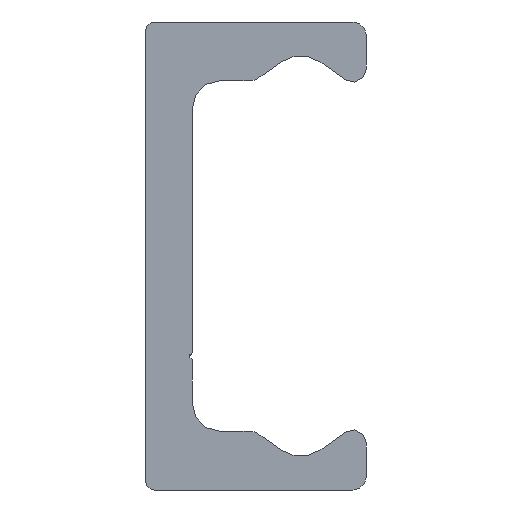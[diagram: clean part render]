
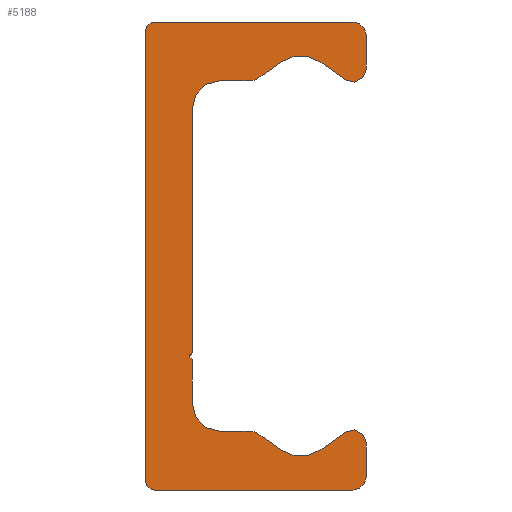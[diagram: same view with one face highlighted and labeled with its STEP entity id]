
A CAD part, left-side view. The second image highlights one B-rep face of the part: STEP entity #5188.
In plain terms, the highlighted planar face has unit normal (-1, 0, 0).
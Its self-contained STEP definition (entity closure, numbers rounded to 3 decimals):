
#4070=CARTESIAN_POINT('',(0.0,4.75,-7.25));
#4071=VERTEX_POINT('',#4070);
#4078=CARTESIAN_POINT('',(0.0,4.75,-7.75));
#4079=VERTEX_POINT('',#4078);
#4080=CARTESIAN_POINT('',(0.0,4.75,-7.5));
#4081=DIRECTION('',(-1.0,0.0,0.0));
#4082=DIRECTION('',(0.0,0.0,1.0));
#4083=AXIS2_PLACEMENT_3D('',#4080,#4081,#4082);
#4084=CIRCLE('',#4083,0.25);
#4085=EDGE_CURVE('',#4071,#4079,#4084,.T.);
#4195=CARTESIAN_POINT('',(0.0,4.75,11.1));
#4196=VERTEX_POINT('',#4195);
#4203=CARTESIAN_POINT('',(0.0,4.75,11.1));
#4204=DIRECTION('',(0.0,0.0,-1.0));
#4205=VECTOR('',#4204,18.35);
#4206=LINE('',#4203,#4205);
#4207=EDGE_CURVE('',#4196,#4071,#4206,.T.);
#4301=CARTESIAN_POINT('',(0.0,7.6,-17.5));
#4302=VERTEX_POINT('',#4301);
#4309=CARTESIAN_POINT('',(0.0,8.25,-16.85));
#4310=VERTEX_POINT('',#4309);
#4311=CARTESIAN_POINT('',(0.0,7.6,-16.85));
#4312=DIRECTION('',(1.0,0.0,0.0));
#4313=DIRECTION('',(0.0,0.0,-1.0));
#4314=AXIS2_PLACEMENT_3D('',#4311,#4312,#4313);
#4315=CIRCLE('',#4314,0.65);
#4316=EDGE_CURVE('',#4302,#4310,#4315,.T.);
#4340=CARTESIAN_POINT('',(0.0,-7.25,-17.5));
#4341=VERTEX_POINT('',#4340);
#4348=CARTESIAN_POINT('',(0.0,-7.25,-17.5));
#4349=DIRECTION('',(0.0,1.0,0.0));
#4350=VECTOR('',#4349,14.85);
#4351=LINE('',#4348,#4350);
#4352=EDGE_CURVE('',#4341,#4302,#4351,.T.);
#4372=CARTESIAN_POINT('',(0.0,-8.25,-16.5));
#4373=VERTEX_POINT('',#4372);
#4380=CARTESIAN_POINT('',(0.0,-7.25,-16.5));
#4381=DIRECTION('',(1.0,0.0,0.0));
#4382=DIRECTION('',(0.0,-1.0,0.0));
#4383=AXIS2_PLACEMENT_3D('',#4380,#4381,#4382);
#4384=CIRCLE('',#4383,1.0);
#4385=EDGE_CURVE('',#4373,#4341,#4384,.T.);
#4404=CARTESIAN_POINT('',(0.0,-8.25,-13.98));
#4405=VERTEX_POINT('',#4404);
#4412=CARTESIAN_POINT('',(0.0,-8.25,-13.98));
#4413=DIRECTION('',(0.0,0.0,-1.0));
#4414=VECTOR('',#4413,2.52);
#4415=LINE('',#4412,#4414);
#4416=EDGE_CURVE('',#4405,#4373,#4415,.T.);
#4436=CARTESIAN_POINT('',(0.0,-6.708,-13.177));
#4437=VERTEX_POINT('',#4436);
#4444=CARTESIAN_POINT('',(0.0,-7.27,-13.98));
#4445=DIRECTION('',(1.0,0.0,0.0));
#4446=DIRECTION('',(0.0,0.574,0.819));
#4447=AXIS2_PLACEMENT_3D('',#4444,#4445,#4446);
#4448=CIRCLE('',#4447,0.98);
#4449=EDGE_CURVE('',#4437,#4405,#4448,.T.);
#4468=CARTESIAN_POINT('',(0.0,-4.784,-14.524));
#4469=VERTEX_POINT('',#4468);
#4476=CARTESIAN_POINT('',(0.0,-4.784,-14.524));
#4477=DIRECTION('',(0.0,-0.819,0.574));
#4478=VECTOR('',#4477,2.349);
#4479=LINE('',#4476,#4478);
#4480=EDGE_CURVE('',#4469,#4437,#4479,.T.);
#4500=CARTESIAN_POINT('',(0.0,-1.916,-14.524));
#4501=VERTEX_POINT('',#4500);
#4508=CARTESIAN_POINT('',(0.0,-3.35,-12.477));
#4509=DIRECTION('',(-1.0,0.0,0.0));
#4510=DIRECTION('',(0.0,0.574,0.819));
#4511=AXIS2_PLACEMENT_3D('',#4508,#4509,#4510);
#4512=CIRCLE('',#4511,2.5);
#4513=EDGE_CURVE('',#4501,#4469,#4512,.T.);
#4532=CARTESIAN_POINT('',(0.0,-0.14,-13.281));
#4533=VERTEX_POINT('',#4532);
#4540=CARTESIAN_POINT('',(0.0,-0.14,-13.281));
#4541=DIRECTION('',(0.0,-0.819,-0.574));
#4542=VECTOR('',#4541,2.168);
#4543=LINE('',#4540,#4542);
#4544=EDGE_CURVE('',#4533,#4501,#4543,.T.);
#4564=CARTESIAN_POINT('',(0.0,0.433,-13.1));
#4565=VERTEX_POINT('',#4564);
#4572=CARTESIAN_POINT('',(0.0,0.433,-14.1));
#4573=DIRECTION('',(1.0,0.0,0.0));
#4574=DIRECTION('',(0.0,0.0,1.0));
#4575=AXIS2_PLACEMENT_3D('',#4572,#4573,#4574);
#4576=CIRCLE('',#4575,1.);
#4577=EDGE_CURVE('',#4565,#4533,#4576,.T.);
#4596=CARTESIAN_POINT('',(0.0,2.75,-13.1));
#4597=VERTEX_POINT('',#4596);
#4604=CARTESIAN_POINT('',(0.0,2.75,-13.1));
#4605=DIRECTION('',(0.0,-1.0,0.0));
#4606=VECTOR('',#4605,2.317);
#4607=LINE('',#4604,#4606);
#4608=EDGE_CURVE('',#4597,#4565,#4607,.T.);
#4628=CARTESIAN_POINT('',(0.0,4.75,-11.1));
#4629=VERTEX_POINT('',#4628);
#4636=CARTESIAN_POINT('',(0.0,2.75,-11.1));
#4637=DIRECTION('',(-1.0,0.0,0.0));
#4638=DIRECTION('',(0.0,0.0,1.0));
#4639=AXIS2_PLACEMENT_3D('',#4636,#4637,#4638);
#4640=CIRCLE('',#4639,2.0);
#4641=EDGE_CURVE('',#4629,#4597,#4640,.T.);
#4659=CARTESIAN_POINT('',(0.0,4.75,-7.75));
#4660=DIRECTION('',(0.0,0.0,-1.0));
#4661=VECTOR('',#4660,3.35);
#4662=LINE('',#4659,#4661);
#4663=EDGE_CURVE('',#4079,#4629,#4662,.T.);
#4683=CARTESIAN_POINT('',(0.0,2.75,13.1));
#4684=VERTEX_POINT('',#4683);
#4691=CARTESIAN_POINT('',(0.0,2.75,11.1));
#4692=DIRECTION('',(-1.0,0.0,0.0));
#4693=DIRECTION('',(0.0,-1.0,0.0));
#4694=AXIS2_PLACEMENT_3D('',#4691,#4692,#4693);
#4695=CIRCLE('',#4694,2.0);
#4696=EDGE_CURVE('',#4684,#4196,#4695,.T.);
#4715=CARTESIAN_POINT('',(0.0,0.433,13.1));
#4716=VERTEX_POINT('',#4715);
#4723=CARTESIAN_POINT('',(0.0,0.433,13.1));
#4724=DIRECTION('',(0.0,1.0,0.0));
#4725=VECTOR('',#4724,2.317);
#4726=LINE('',#4723,#4725);
#4727=EDGE_CURVE('',#4716,#4684,#4726,.T.);
#4747=CARTESIAN_POINT('',(0.0,-0.14,13.281));
#4748=VERTEX_POINT('',#4747);
#4755=CARTESIAN_POINT('',(0.0,0.433,14.1));
#4756=DIRECTION('',(1.0,0.0,0.0));
#4757=DIRECTION('',(0.0,-0.574,-0.819));
#4758=AXIS2_PLACEMENT_3D('',#4755,#4756,#4757);
#4759=CIRCLE('',#4758,1.);
#4760=EDGE_CURVE('',#4748,#4716,#4759,.T.);
#4779=CARTESIAN_POINT('',(0.0,-1.916,14.524));
#4780=VERTEX_POINT('',#4779);
#4787=CARTESIAN_POINT('',(0.0,-1.916,14.524));
#4788=DIRECTION('',(0.0,0.819,-0.574));
#4789=VECTOR('',#4788,2.168);
#4790=LINE('',#4787,#4789);
#4791=EDGE_CURVE('',#4780,#4748,#4790,.T.);
#4811=CARTESIAN_POINT('',(0.0,-4.784,14.524));
#4812=VERTEX_POINT('',#4811);
#4819=CARTESIAN_POINT('',(0.0,-3.35,12.477));
#4820=DIRECTION('',(-1.0,0.0,0.0));
#4821=DIRECTION('',(0.0,-0.574,-0.819));
#4822=AXIS2_PLACEMENT_3D('',#4819,#4820,#4821);
#4823=CIRCLE('',#4822,2.5);
#4824=EDGE_CURVE('',#4812,#4780,#4823,.T.);
#4843=CARTESIAN_POINT('',(0.0,-6.708,13.177));
#4844=VERTEX_POINT('',#4843);
#4851=CARTESIAN_POINT('',(0.0,-6.708,13.177));
#4852=DIRECTION('',(0.0,0.819,0.574));
#4853=VECTOR('',#4852,2.349);
#4854=LINE('',#4851,#4853);
#4855=EDGE_CURVE('',#4844,#4812,#4854,.T.);
#4875=CARTESIAN_POINT('',(0.0,-8.25,13.98));
#4876=VERTEX_POINT('',#4875);
#4883=CARTESIAN_POINT('',(0.0,-7.27,13.98));
#4884=DIRECTION('',(1.0,0.0,0.0));
#4885=DIRECTION('',(0.0,-1.0,0.0));
#4886=AXIS2_PLACEMENT_3D('',#4883,#4884,#4885);
#4887=CIRCLE('',#4886,0.98);
#4888=EDGE_CURVE('',#4876,#4844,#4887,.T.);
#4907=CARTESIAN_POINT('',(0.0,-8.25,16.5));
#4908=VERTEX_POINT('',#4907);
#4915=CARTESIAN_POINT('',(0.0,-8.25,16.5));
#4916=DIRECTION('',(0.0,0.0,-1.0));
#4917=VECTOR('',#4916,2.52);
#4918=LINE('',#4915,#4917);
#4919=EDGE_CURVE('',#4908,#4876,#4918,.T.);
#4939=CARTESIAN_POINT('',(0.0,-7.25,17.5));
#4940=VERTEX_POINT('',#4939);
#4947=CARTESIAN_POINT('',(0.0,-7.25,16.5));
#4948=DIRECTION('',(1.0,0.0,0.0));
#4949=DIRECTION('',(0.0,0.0,1.0));
#4950=AXIS2_PLACEMENT_3D('',#4947,#4948,#4949);
#4951=CIRCLE('',#4950,1.0);
#4952=EDGE_CURVE('',#4940,#4908,#4951,.T.);
#4971=CARTESIAN_POINT('',(0.0,7.6,17.5));
#4972=VERTEX_POINT('',#4971);
#4979=CARTESIAN_POINT('',(0.0,7.6,17.5));
#4980=DIRECTION('',(0.0,-1.0,0.0));
#4981=VECTOR('',#4980,14.85);
#4982=LINE('',#4979,#4981);
#4983=EDGE_CURVE('',#4972,#4940,#4982,.T.);
#5003=CARTESIAN_POINT('',(0.0,8.25,16.85));
#5004=VERTEX_POINT('',#5003);
#5011=CARTESIAN_POINT('',(0.0,7.6,16.85));
#5012=DIRECTION('',(1.0,0.0,0.0));
#5013=DIRECTION('',(0.0,1.0,0.0));
#5014=AXIS2_PLACEMENT_3D('',#5011,#5012,#5013);
#5015=CIRCLE('',#5014,0.65);
#5016=EDGE_CURVE('',#5004,#4972,#5015,.T.);
#5034=CARTESIAN_POINT('',(0.0,8.25,-16.85));
#5035=DIRECTION('',(0.0,0.0,1.0));
#5036=VECTOR('',#5035,33.7);
#5037=LINE('',#5034,#5036);
#5038=EDGE_CURVE('',#4310,#5004,#5037,.T.);
#5155=CARTESIAN_POINT('',(0.0,2.258,-0.017));
#5156=DIRECTION('',(1.0,0.0,0.0));
#5157=DIRECTION('',(0.0,0.0,-1.0));
#5158=AXIS2_PLACEMENT_3D('',#5155,#5156,#5157);
#5159=PLANE('',#5158);
#5160=ORIENTED_EDGE('',*,*,#5038,.F.);
#5161=ORIENTED_EDGE('',*,*,#4316,.F.);
#5162=ORIENTED_EDGE('',*,*,#4352,.F.);
#5163=ORIENTED_EDGE('',*,*,#4385,.F.);
#5164=ORIENTED_EDGE('',*,*,#4416,.F.);
#5165=ORIENTED_EDGE('',*,*,#4449,.F.);
#5166=ORIENTED_EDGE('',*,*,#4480,.F.);
#5167=ORIENTED_EDGE('',*,*,#4513,.F.);
#5168=ORIENTED_EDGE('',*,*,#4544,.F.);
#5169=ORIENTED_EDGE('',*,*,#4577,.F.);
#5170=ORIENTED_EDGE('',*,*,#4608,.F.);
#5171=ORIENTED_EDGE('',*,*,#4641,.F.);
#5172=ORIENTED_EDGE('',*,*,#4663,.F.);
#5173=ORIENTED_EDGE('',*,*,#4085,.F.);
#5174=ORIENTED_EDGE('',*,*,#4207,.F.);
#5175=ORIENTED_EDGE('',*,*,#4696,.F.);
#5176=ORIENTED_EDGE('',*,*,#4727,.F.);
#5177=ORIENTED_EDGE('',*,*,#4760,.F.);
#5178=ORIENTED_EDGE('',*,*,#4791,.F.);
#5179=ORIENTED_EDGE('',*,*,#4824,.F.);
#5180=ORIENTED_EDGE('',*,*,#4855,.F.);
#5181=ORIENTED_EDGE('',*,*,#4888,.F.);
#5182=ORIENTED_EDGE('',*,*,#4919,.F.);
#5183=ORIENTED_EDGE('',*,*,#4952,.F.);
#5184=ORIENTED_EDGE('',*,*,#4983,.F.);
#5185=ORIENTED_EDGE('',*,*,#5016,.F.);
#5186=EDGE_LOOP('',(#5160,#5161,#5162,#5163,#5164,#5165,#5166,#5167,#5168,#5169,#5170,#5171,#5172,#5173,#5174,#5175,#5176,#5177,#5178,#5179,#5180,#5181,#5182,#5183,#5184,#5185));
#5187=FACE_OUTER_BOUND('',#5186,.T.);
#5188=ADVANCED_FACE('',(#5187),#5159,.F.);
